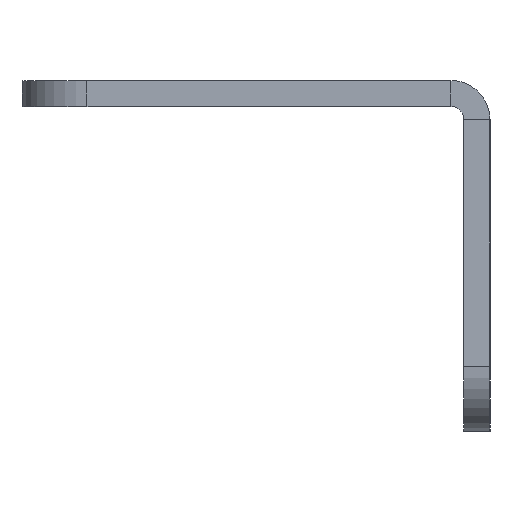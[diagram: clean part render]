
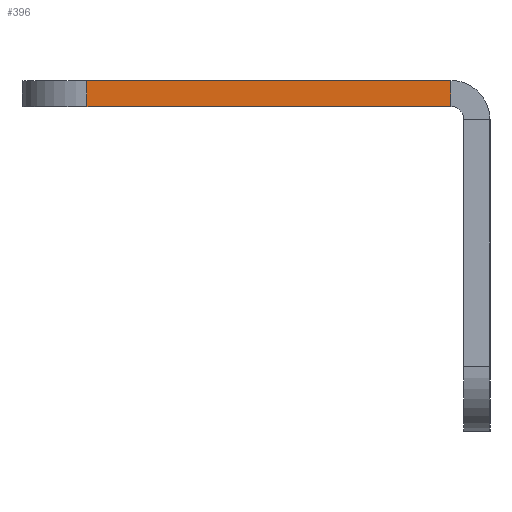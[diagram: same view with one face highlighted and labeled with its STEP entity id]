
A CAD part, left-side view. The second image highlights one B-rep face of the part: STEP entity #396.
In plain terms, the highlighted planar face has unit normal (-1, 0, 0).
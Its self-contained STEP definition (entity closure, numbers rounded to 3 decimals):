
#40 = CARTESIAN_POINT ( 'NONE',  ( -90., 29., 2. ) ) ;
#58 = EDGE_CURVE ( 'NONE', #946, #1215, #1359, .T. ) ;
#298 = DIRECTION ( 'NONE',  ( 0., -1., 0. ) ) ;
#349 = VECTOR ( 'NONE', #399, 1000. ) ;
#356 = EDGE_CURVE ( 'NONE', #1742, #1410, #1636, .T. ) ;
#396 = ADVANCED_FACE ( 'NONE', ( #938 ), #954, .T. ) ;
#399 = DIRECTION ( 'NONE',  ( 0., 0., -1. ) ) ;
#423 = LINE ( 'NONE', #972, #1764 ) ;
#467 = EDGE_CURVE ( 'NONE', #1215, #1742, #423, .T. ) ;
#496 = EDGE_CURVE ( 'NONE', #946, #1410, #1679, .T. ) ;
#555 = DIRECTION ( 'NONE',  ( -1., 0., 0. ) ) ;
#772 = ORIENTED_EDGE ( 'NONE', *, *, #356, .T. ) ;
#878 = CARTESIAN_POINT ( 'NONE',  ( -90., 1., 2. ) ) ;
#938 = FACE_OUTER_BOUND ( 'NONE', #1629, .T. ) ;
#946 = VERTEX_POINT ( 'NONE', #40 ) ;
#954 = PLANE ( 'NONE',  #1393 ) ;
#955 = VECTOR ( 'NONE', #298, 1000. ) ;
#972 = CARTESIAN_POINT ( 'NONE',  ( -90., 0., 0. ) ) ;
#979 = ORIENTED_EDGE ( 'NONE', *, *, #58, .T. ) ;
#1095 = DIRECTION ( 'NONE',  ( 0., 0., 1. ) ) ;
#1103 = DIRECTION ( 'NONE',  ( 0., 0., 1. ) ) ;
#1120 = DIRECTION ( 'NONE',  ( 0., -1., 0. ) ) ;
#1215 = VERTEX_POINT ( 'NONE', #1799 ) ;
#1275 = VECTOR ( 'NONE', #1095, 1000. ) ;
#1347 = CARTESIAN_POINT ( 'NONE',  ( -90., 1., 0. ) ) ;
#1359 = LINE ( 'NONE', #1383, #349 ) ;
#1383 = CARTESIAN_POINT ( 'NONE',  ( -90., 29., -1. ) ) ;
#1393 = AXIS2_PLACEMENT_3D ( 'NONE', #1508, #555, #1103 ) ;
#1410 = VERTEX_POINT ( 'NONE', #878 ) ;
#1508 = CARTESIAN_POINT ( 'NONE',  ( -90., -2., -1. ) ) ;
#1553 = CARTESIAN_POINT ( 'NONE',  ( -90., 0., 2. ) ) ;
#1629 = EDGE_LOOP ( 'NONE', ( #1789, #979, #1708, #772 ) ) ;
#1636 = LINE ( 'NONE', #1347, #1275 ) ;
#1679 = LINE ( 'NONE', #1553, #955 ) ;
#1708 = ORIENTED_EDGE ( 'NONE', *, *, #467, .T. ) ;
#1722 = CARTESIAN_POINT ( 'NONE',  ( -90., 1., 0. ) ) ;
#1742 = VERTEX_POINT ( 'NONE', #1722 ) ;
#1764 = VECTOR ( 'NONE', #1120, 1000. ) ;
#1789 = ORIENTED_EDGE ( 'NONE', *, *, #496, .F. ) ;
#1799 = CARTESIAN_POINT ( 'NONE',  ( -90., 29., 0. ) ) ;
